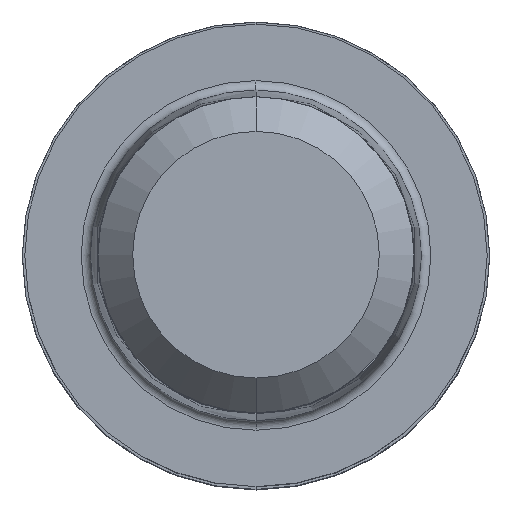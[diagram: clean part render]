
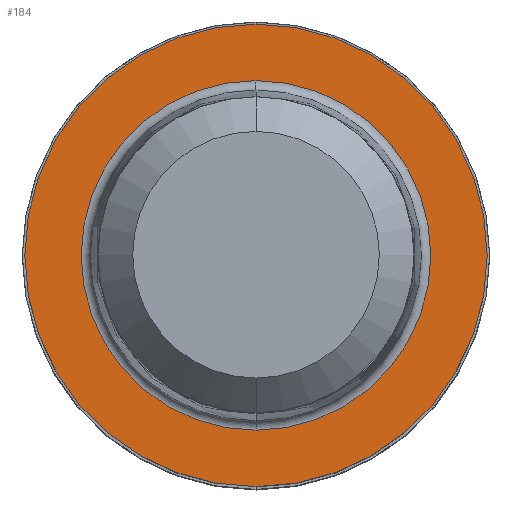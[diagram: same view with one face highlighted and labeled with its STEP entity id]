
A CAD part, top view. The second image highlights one B-rep face of the part: STEP entity #184.
In plain terms, the highlighted planar face has unit normal (0, 0, 1).
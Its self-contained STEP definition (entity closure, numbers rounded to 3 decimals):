
#184=ADVANCED_FACE('',(#490,#491),#492,.T.);
#220=VERTEX_POINT('',#533);
#226=VERTEX_POINT('',#540);
#256=VERTEX_POINT('',#571);
#282=VERTEX_POINT('',#602);
#302=EDGE_CURVE('',#220,#226,#626,.T.);
#348=EDGE_CURVE('',#226,#220,#680,.T.);
#410=EDGE_CURVE('',#256,#282,#751,.T.);
#432=EDGE_CURVE('',#282,#256,#776,.T.);
#490=FACE_OUTER_BOUND('',#829,.T.);
#491=FACE_BOUND('',#830,.T.);
#492=PLANE('',#831);
#533=CARTESIAN_POINT('',(0.0,5.935,0.01));
#540=CARTESIAN_POINT('',(0.,-5.935,0.01));
#571=CARTESIAN_POINT('',(0.,-7.85,0.01));
#602=CARTESIAN_POINT('',(0.0,7.85,0.01));
#626=CIRCLE('',#998,5.935);
#680=CIRCLE('',#1065,5.935);
#751=CIRCLE('',#1155,7.85);
#776=CIRCLE('',#1186,7.85);
#829=EDGE_LOOP('',(#1240,#1241));
#830=EDGE_LOOP('',(#1242,#1243));
#831=AXIS2_PLACEMENT_3D('',#1244,#1245,#1246);
#998=AXIS2_PLACEMENT_3D('',#1419,#1420,#1421);
#1065=AXIS2_PLACEMENT_3D('',#1503,#1504,#1505);
#1155=AXIS2_PLACEMENT_3D('',#1588,#1589,#1590);
#1186=AXIS2_PLACEMENT_3D('',#1625,#1626,#1627);
#1240=ORIENTED_EDGE('',*,*,#432,.F.);
#1241=ORIENTED_EDGE('',*,*,#410,.F.);
#1242=ORIENTED_EDGE('',*,*,#302,.T.);
#1243=ORIENTED_EDGE('',*,*,#348,.T.);
#1244=CARTESIAN_POINT('',(0.0,3.925,0.01));
#1245=DIRECTION('',(-0.0,0.0,1.0));
#1246=DIRECTION('',(0.0,-1.0,0.0));
#1419=CARTESIAN_POINT('',(0.0,0.0,0.01));
#1420=DIRECTION('',(0.0,0.0,-1.0));
#1421=DIRECTION('',(0.0,1.0,0.0));
#1503=CARTESIAN_POINT('',(0.0,0.0,0.01));
#1504=DIRECTION('',(0.0,0.0,-1.0));
#1505=DIRECTION('',(0.0,1.0,0.0));
#1588=CARTESIAN_POINT('',(0.0,0.0,0.01));
#1589=DIRECTION('',(0.0,0.0,-1.0));
#1590=DIRECTION('',(0.0,1.0,0.0));
#1625=CARTESIAN_POINT('',(0.0,0.0,0.01));
#1626=DIRECTION('',(0.0,0.0,-1.0));
#1627=DIRECTION('',(0.0,1.0,0.0));
